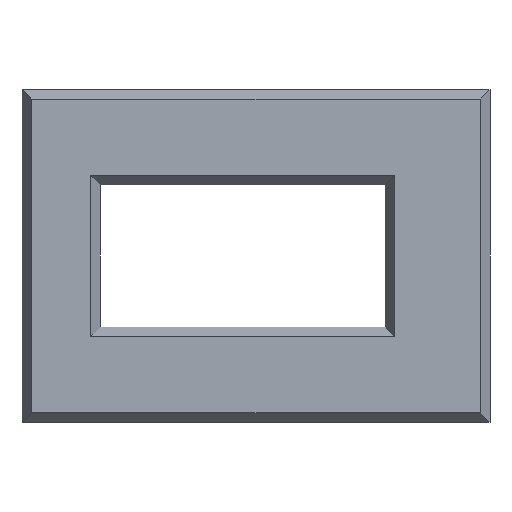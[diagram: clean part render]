
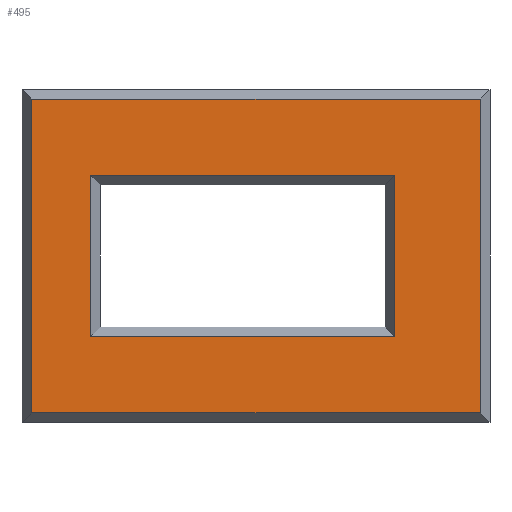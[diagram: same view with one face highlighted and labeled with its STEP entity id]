
A CAD part, left-side view. The second image highlights one B-rep face of the part: STEP entity #495.
In plain terms, the highlighted planar face has unit normal (-1, 0, 0).
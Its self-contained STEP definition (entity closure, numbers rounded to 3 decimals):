
#29=FACE_BOUND('',#69,.T.);
#39=FACE_OUTER_BOUND('',#68,.T.);
#68=EDGE_LOOP('',(#350,#351,#352,#353));
#69=EDGE_LOOP('',(#354,#355,#356,#357));
#95=LINE('',#720,#154);
#101=LINE('',#733,#160);
#103=LINE('',#736,#162);
#105=LINE('',#739,#164);
#112=LINE('',#754,#171);
#113=LINE('',#756,#172);
#114=LINE('',#758,#173);
#115=LINE('',#759,#174);
#154=VECTOR('',#581,10.);
#160=VECTOR('',#589,10.);
#162=VECTOR('',#593,10.);
#164=VECTOR('',#597,10.);
#171=VECTOR('',#610,10.);
#172=VECTOR('',#611,10.);
#173=VECTOR('',#612,10.);
#174=VECTOR('',#613,10.);
#213=VERTEX_POINT('',#718);
#214=VERTEX_POINT('',#719);
#219=VERTEX_POINT('',#730);
#220=VERTEX_POINT('',#732);
#224=VERTEX_POINT('',#752);
#225=VERTEX_POINT('',#753);
#226=VERTEX_POINT('',#755);
#227=VERTEX_POINT('',#757);
#257=EDGE_CURVE('',#213,#214,#95,.T.);
#263=EDGE_CURVE('',#219,#220,#101,.T.);
#265=EDGE_CURVE('',#214,#219,#103,.T.);
#267=EDGE_CURVE('',#220,#213,#105,.T.);
#274=EDGE_CURVE('',#224,#225,#112,.T.);
#275=EDGE_CURVE('',#226,#224,#113,.T.);
#276=EDGE_CURVE('',#227,#226,#114,.T.);
#277=EDGE_CURVE('',#225,#227,#115,.T.);
#350=ORIENTED_EDGE('',*,*,#274,.F.);
#351=ORIENTED_EDGE('',*,*,#275,.F.);
#352=ORIENTED_EDGE('',*,*,#276,.F.);
#353=ORIENTED_EDGE('',*,*,#277,.F.);
#354=ORIENTED_EDGE('',*,*,#263,.F.);
#355=ORIENTED_EDGE('',*,*,#265,.F.);
#356=ORIENTED_EDGE('',*,*,#257,.F.);
#357=ORIENTED_EDGE('',*,*,#267,.F.);
#470=PLANE('',#544);
#495=ADVANCED_FACE('',(#39,#29),#470,.T.);
#544=AXIS2_PLACEMENT_3D('',#751,#608,#609);
#581=DIRECTION('',(0.,0.,-1.));
#589=DIRECTION('',(0.,0.,1.));
#593=DIRECTION('',(0.,-1.,0.));
#597=DIRECTION('',(0.,1.,0.));
#608=DIRECTION('center_axis',(-1.,0.,0.));
#609=DIRECTION('ref_axis',(0.,-1.,0.));
#610=DIRECTION('',(0.,1.,0.));
#611=DIRECTION('',(0.,0.,-1.));
#612=DIRECTION('',(0.,-1.,0.));
#613=DIRECTION('',(0.,0.,1.));
#718=CARTESIAN_POINT('',(0.,42.,26.));
#719=CARTESIAN_POINT('',(0.,42.,9.));
#720=CARTESIAN_POINT('',(0.,42.,12.5));
#730=CARTESIAN_POINT('',(0.,10.,9.));
#732=CARTESIAN_POINT('',(0.,10.,26.));
#733=CARTESIAN_POINT('',(0.,10.,5.));
#736=CARTESIAN_POINT('',(0.,45.1,9.));
#739=CARTESIAN_POINT('',(0.,30.1,26.));
#751=CARTESIAN_POINT('Origin',(0.,49.2,0.));
#752=CARTESIAN_POINT('',(0.,1.,1.));
#753=CARTESIAN_POINT('',(0.,48.2,1.));
#754=CARTESIAN_POINT('',(0.,36.9,1.));
#755=CARTESIAN_POINT('',(0.,1.,34.));
#756=CARTESIAN_POINT('',(0.,1.,0.));
#757=CARTESIAN_POINT('',(0.,48.2,34.));
#758=CARTESIAN_POINT('',(0.,36.9,34.));
#759=CARTESIAN_POINT('',(0.,48.2,0.));
